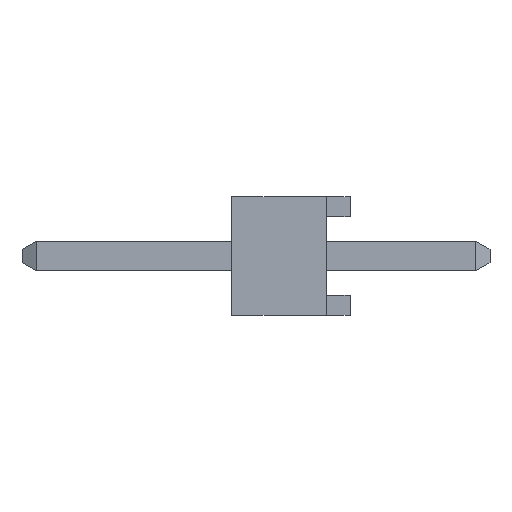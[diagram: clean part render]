
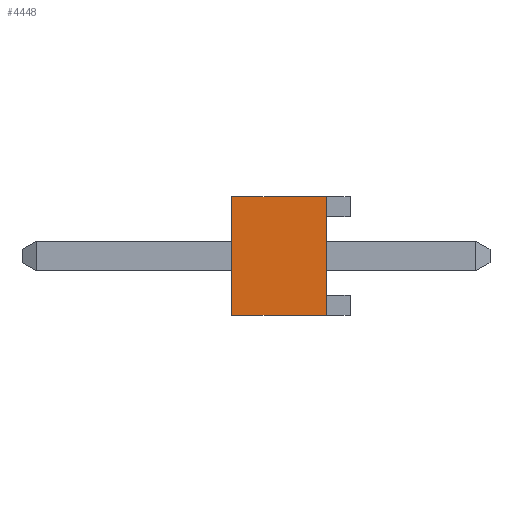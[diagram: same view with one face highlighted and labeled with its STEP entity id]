
A CAD part, left-side view. The second image highlights one B-rep face of the part: STEP entity #4448.
In plain terms, the highlighted planar face has unit normal (-1, 0, 0).
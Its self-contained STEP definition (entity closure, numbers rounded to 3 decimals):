
#207 = FACE_OUTER_BOUND ( 'NONE', #5074, .T. ) ;
#1076 = CARTESIAN_POINT ( 'NONE',  ( -38.1, 0.508, 1.27 ) ) ;
#1131 = CARTESIAN_POINT ( 'NONE',  ( -38.1, 0.508, -1.27 ) ) ;
#1817 = LINE ( 'NONE', #10543, #1818 ) ;
#1818 = VECTOR ( 'NONE', #10542, 1000. ) ;
#1845 = LINE ( 'NONE', #10505, #1846 ) ;
#1846 = VECTOR ( 'NONE', #10504, 1000. ) ;
#1869 = LINE ( 'NONE', #10472, #1870 ) ;
#1870 = VECTOR ( 'NONE', #10470, 1000. ) ;
#1923 = LINE ( 'NONE', #10398, #1924 ) ;
#1924 = VECTOR ( 'NONE', #10397, 1000. ) ;
#3271 = CARTESIAN_POINT ( 'NONE',  ( -38.1, 2.54, 1.27 ) ) ;
#3666 = CARTESIAN_POINT ( 'NONE',  ( -38.1, 2.54, -1.27 ) ) ;
#3812 = ORIENTED_EDGE ( 'NONE', *, *, #9607, .T. ) ;
#3819 = ORIENTED_EDGE ( 'NONE', *, *, #9554, .T. ) ;
#3825 = ORIENTED_EDGE ( 'NONE', *, *, #9568, .F. ) ;
#3826 = ORIENTED_EDGE ( 'NONE', *, *, #9580, .F. ) ;
#4448 = ADVANCED_FACE ( 'NONE', ( #207 ), #7508, .F. ) ;
#5074 = EDGE_LOOP ( 'NONE', ( #3812, #3825, #3826, #3819 ) ) ;
#5755 = VERTEX_POINT ( 'NONE', #3271 ) ;
#5831 = VERTEX_POINT ( 'NONE', #3666 ) ;
#5983 = VERTEX_POINT ( 'NONE', #1131 ) ;
#5998 = VERTEX_POINT ( 'NONE', #1076 ) ;
#7493 = DIRECTION ( 'NONE',  ( 0., 1., 0. ) ) ;
#7494 = DIRECTION ( 'NONE',  ( 1., 0., 0. ) ) ;
#7508 = PLANE ( 'NONE',  #9136 ) ;
#7517 = CARTESIAN_POINT ( 'NONE',  ( -38.1, 2.54, 1.27 ) ) ;
#9136 = AXIS2_PLACEMENT_3D ( 'NONE', #7517, #7494, #7493 ) ;
#9554 = EDGE_CURVE ( 'NONE', #5755, #5831, #1817, .T. ) ;
#9568 = EDGE_CURVE ( 'NONE', #5998, #5983, #1845, .T. ) ;
#9580 = EDGE_CURVE ( 'NONE', #5755, #5998, #1869, .T. ) ;
#9607 = EDGE_CURVE ( 'NONE', #5831, #5983, #1923, .T. ) ;
#10397 = DIRECTION ( 'NONE',  ( 0., -1., 0. ) ) ;
#10398 = CARTESIAN_POINT ( 'NONE',  ( -38.1, 2.54, -1.27 ) ) ;
#10470 = DIRECTION ( 'NONE',  ( 0., -1., 0. ) ) ;
#10472 = CARTESIAN_POINT ( 'NONE',  ( -38.1, 2.54, 1.27 ) ) ;
#10504 = DIRECTION ( 'NONE',  ( 0., 0., -1. ) ) ;
#10505 = CARTESIAN_POINT ( 'NONE',  ( -38.1, 0.508, 1.27 ) ) ;
#10542 = DIRECTION ( 'NONE',  ( 0., 0., -1. ) ) ;
#10543 = CARTESIAN_POINT ( 'NONE',  ( -38.1, 2.54, 1.27 ) ) ;
